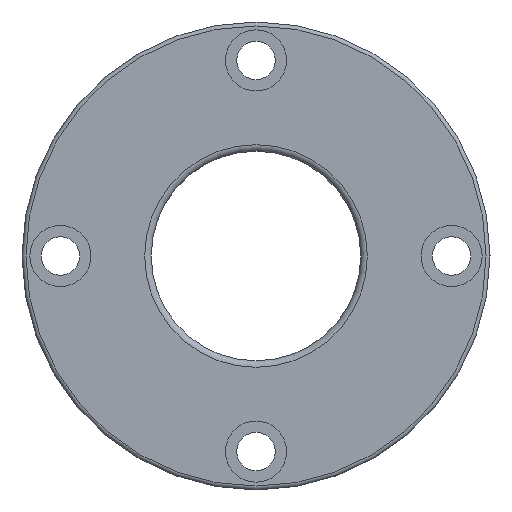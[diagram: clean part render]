
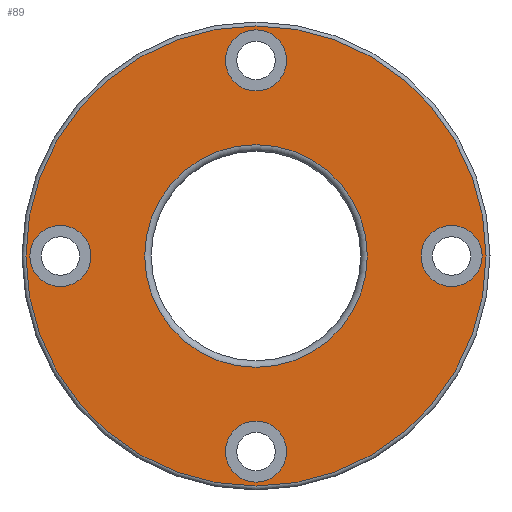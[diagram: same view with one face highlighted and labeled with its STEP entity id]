
A CAD part, left-side view. The second image highlights one B-rep face of the part: STEP entity #89.
In plain terms, the highlighted planar face has unit normal (-1, 0, 0).
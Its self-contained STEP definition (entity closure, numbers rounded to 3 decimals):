
#89 = ADVANCED_FACE( '', ( #198, #199, #200, #201, #202, #203 ), #204, .T. );
#198 = FACE_BOUND( '', #305, .T. );
#199 = FACE_BOUND( '', #306, .T. );
#200 = FACE_BOUND( '', #307, .T. );
#201 = FACE_OUTER_BOUND( '', #308, .T. );
#202 = FACE_BOUND( '', #309, .T. );
#203 = FACE_BOUND( '', #310, .T. );
#204 = PLANE( '', #311 );
#305 = EDGE_LOOP( '', ( #448 ) );
#306 = EDGE_LOOP( '', ( #449 ) );
#307 = EDGE_LOOP( '', ( #450 ) );
#308 = EDGE_LOOP( '', ( #451 ) );
#309 = EDGE_LOOP( '', ( #452 ) );
#310 = EDGE_LOOP( '', ( #453 ) );
#311 = AXIS2_PLACEMENT_3D( '', #454, #455, #456 );
#448 = ORIENTED_EDGE( '', *, *, #508, .T. );
#449 = ORIENTED_EDGE( '', *, *, #473, .T. );
#450 = ORIENTED_EDGE( '', *, *, #497, .T. );
#451 = ORIENTED_EDGE( '', *, *, #501, .F. );
#452 = ORIENTED_EDGE( '', *, *, #505, .T. );
#453 = ORIENTED_EDGE( '', *, *, #476, .T. );
#454 = CARTESIAN_POINT( '', ( 0., 65.875, 0. ) );
#455 = DIRECTION( '', ( -1., 0., 0. ) );
#456 = DIRECTION( '', ( 0., 0., 1. ) );
#473 = EDGE_CURVE( '', #529, #529, #530, .F. );
#476 = EDGE_CURVE( '', #534, #534, #535, .T. );
#497 = EDGE_CURVE( '', #568, #568, #569, .T. );
#501 = EDGE_CURVE( '', #573, #573, #574, .T. );
#505 = EDGE_CURVE( '', #579, #579, #580, .T. );
#508 = EDGE_CURVE( '', #583, #583, #584, .T. );
#529 = VERTEX_POINT( '', #606 );
#530 = CIRCLE( '', #607, 8.75 );
#534 = VERTEX_POINT( '', #611 );
#535 = CIRCLE( '', #612, 8.75 );
#568 = VERTEX_POINT( '', #645 );
#569 = CIRCLE( '', #646, 8.75 );
#573 = VERTEX_POINT( '', #650 );
#574 = CIRCLE( '', #651, 65.875 );
#579 = VERTEX_POINT( '', #656 );
#580 = CIRCLE( '', #657, 8.75 );
#583 = VERTEX_POINT( '', #660 );
#584 = CIRCLE( '', #661, 31.875 );
#606 = CARTESIAN_POINT( '', ( 0., 56., 8.75 ) );
#607 = AXIS2_PLACEMENT_3D( '', #685, #686, #687 );
#611 = CARTESIAN_POINT( '', ( 0., 0., 47.25 ) );
#612 = AXIS2_PLACEMENT_3D( '', #691, #692, #693 );
#645 = CARTESIAN_POINT( '', ( 0., 0., -64.75 ) );
#646 = AXIS2_PLACEMENT_3D( '', #730, #731, #732 );
#650 = CARTESIAN_POINT( '', ( 0., 0., -65.875 ) );
#651 = AXIS2_PLACEMENT_3D( '', #733, #734, #735 );
#656 = CARTESIAN_POINT( '', ( 0., -56., -8.75 ) );
#657 = AXIS2_PLACEMENT_3D( '', #739, #740, #741 );
#660 = CARTESIAN_POINT( '', ( 0., 0., -31.875 ) );
#661 = AXIS2_PLACEMENT_3D( '', #742, #743, #744 );
#685 = CARTESIAN_POINT( '', ( 0., 56., 0. ) );
#686 = DIRECTION( '', ( -1., 0., 0. ) );
#687 = DIRECTION( '', ( 0., 0., 1. ) );
#691 = CARTESIAN_POINT( '', ( 0., 0., 56. ) );
#692 = DIRECTION( '', ( 1., 0., 0. ) );
#693 = DIRECTION( '', ( 0., 0., -1. ) );
#730 = CARTESIAN_POINT( '', ( 0., 0., -56. ) );
#731 = DIRECTION( '', ( 1., 0., 0. ) );
#732 = DIRECTION( '', ( 0., 0., -1. ) );
#733 = CARTESIAN_POINT( '', ( 0., 0., 0. ) );
#734 = DIRECTION( '', ( 1., 0., 0. ) );
#735 = DIRECTION( '', ( 0., 0., -1. ) );
#739 = CARTESIAN_POINT( '', ( 0., -56., 0. ) );
#740 = DIRECTION( '', ( 1., 0., 0. ) );
#741 = DIRECTION( '', ( 0., 0., -1. ) );
#742 = CARTESIAN_POINT( '', ( 0., 0., 0. ) );
#743 = DIRECTION( '', ( 1., 0., 0. ) );
#744 = DIRECTION( '', ( 0., 0., -1. ) );
